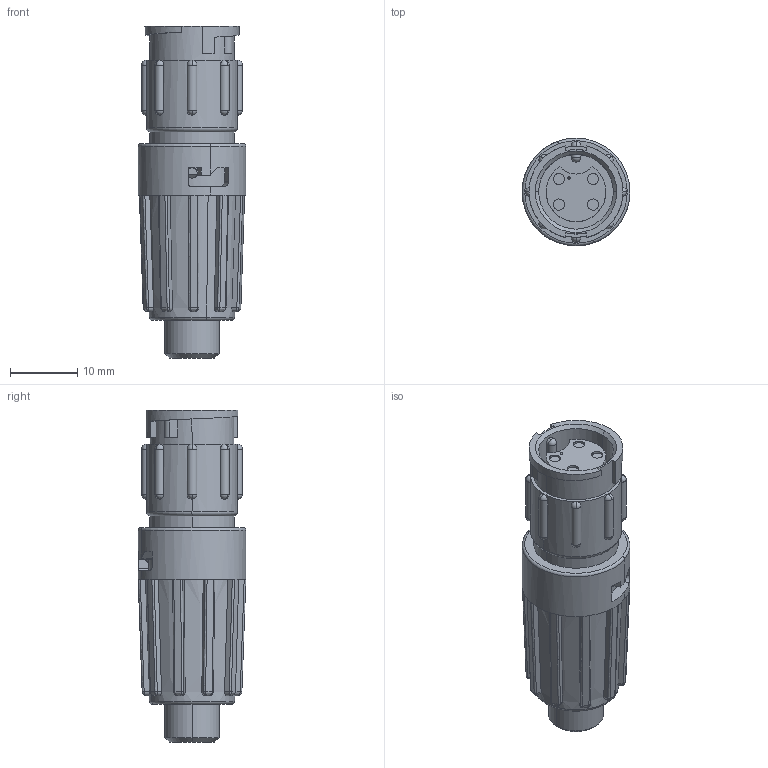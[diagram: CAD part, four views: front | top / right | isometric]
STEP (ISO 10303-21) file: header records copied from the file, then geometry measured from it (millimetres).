
FILE_DESCRIPTION (( 'STEP AP203' ), '1' );
FILE_NAME ('8282-4SG-5XX.STEP', '2021-07-01T18:20:26', ( '' ), ( '' ), 'SwSTEP 2.0', 'SolidWorks 2020', '' );
FILE_SCHEMA (( 'CONFIG_CONTROL_DESIGN' ));
Length unit declared in the file: millimetre
Products named in the file (1): 8282-4SG-5XX
Bounding box: 16 x 16 x 49.34 mm (x, y, z)
Volume: 6470.1 mm3; surface area: 3531 mm2
Topology: 1 solids, 1 shells, 287 faces, 795 edges, 469 vertices
Faces by surface type: plane 86, bspline 82, cylinder 73, sphere 34, cone 6, torus 6
Entity records: 15904 total; most frequent: CARTESIAN_POINT 9709, ORIENTED_EDGE 1412, DIRECTION 1085, EDGE_CURVE 706, VERTEX_POINT 434, AXIS2_PLACEMENT_3D 429, EDGE_LOOP 300, FACE_OUTER_BOUND 287
